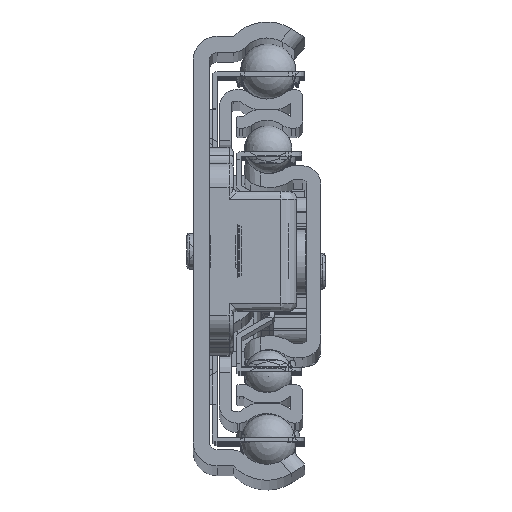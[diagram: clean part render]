
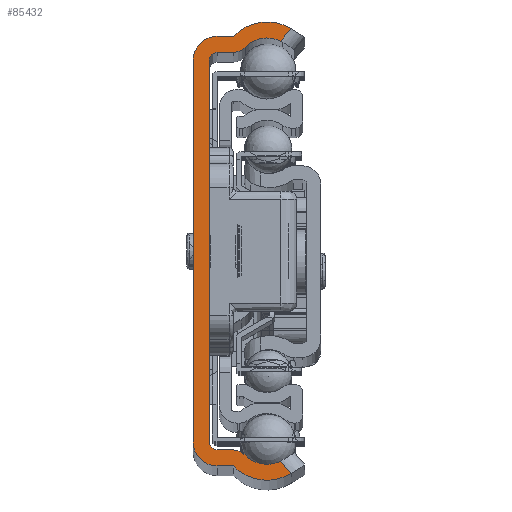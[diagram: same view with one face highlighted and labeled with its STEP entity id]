
A CAD part, top view. The second image highlights one B-rep face of the part: STEP entity #85432.
In plain terms, the highlighted planar face has unit normal (0, 0, 1).
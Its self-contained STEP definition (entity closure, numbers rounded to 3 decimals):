
#8836=LINE('',#147483,#15037);
#8858=LINE('',#147571,#15059);
#8866=LINE('',#147617,#15067);
#8877=LINE('',#147677,#15078);
#8881=LINE('',#147689,#15082);
#8885=LINE('',#147701,#15086);
#8890=LINE('',#147718,#15091);
#8894=LINE('',#147732,#15095);
#15037=VECTOR('',#104515,10.);
#15059=VECTOR('',#104603,10.);
#15067=VECTOR('',#104633,10.);
#15078=VECTOR('',#104680,10.);
#15082=VECTOR('',#104692,10.);
#15086=VECTOR('',#104704,10.);
#15091=VECTOR('',#104725,10.);
#15095=VECTOR('',#104743,10.);
#19271=PLANE('',#91200);
#22468=FACE_OUTER_BOUND('',#26887,.T.);
#26887=EDGE_LOOP('',(#65543,#65544,#65545,#65546,#65547,#65548,#65549,#65550,
#65551,#65552,#65553,#65554,#65555,#65556,#65557,#65558,#65559,#65560));
#30666=CIRCLE('',#91152,5.8);
#30668=CIRCLE('',#91161,3.8);
#30669=CIRCLE('',#91171,3.8);
#30671=CIRCLE('',#91174,2.);
#30673=CIRCLE('',#91178,1.);
#30675=CIRCLE('',#91182,1.);
#30677=CIRCLE('',#91186,2.);
#30679=CIRCLE('',#91190,5.8);
#30681=CIRCLE('',#91194,3.);
#30683=CIRCLE('',#91197,3.);
#36198=VERTEX_POINT('',#147481);
#36199=VERTEX_POINT('',#147482);
#36227=VERTEX_POINT('',#147565);
#36228=VERTEX_POINT('',#147570);
#36235=VERTEX_POINT('',#147592);
#36242=VERTEX_POINT('',#147611);
#36243=VERTEX_POINT('',#147616);
#36247=VERTEX_POINT('',#147632);
#36254=VERTEX_POINT('',#147664);
#36256=VERTEX_POINT('',#147670);
#36258=VERTEX_POINT('',#147676);
#36260=VERTEX_POINT('',#147682);
#36262=VERTEX_POINT('',#147688);
#36264=VERTEX_POINT('',#147694);
#36266=VERTEX_POINT('',#147700);
#36268=VERTEX_POINT('',#147711);
#36270=VERTEX_POINT('',#147717);
#36272=VERTEX_POINT('',#147726);
#46746=EDGE_CURVE('',#36198,#36199,#8836,.T.);
#46789=EDGE_CURVE('',#36227,#36228,#8858,.T.);
#46798=EDGE_CURVE('',#36235,#36227,#30666,.T.);
#46807=EDGE_CURVE('',#36242,#36243,#8866,.T.);
#46813=EDGE_CURVE('',#36247,#36242,#30668,.T.);
#46825=EDGE_CURVE('',#36228,#36254,#30669,.T.);
#46828=EDGE_CURVE('',#36254,#36256,#30671,.T.);
#46831=EDGE_CURVE('',#36256,#36258,#8877,.T.);
#46834=EDGE_CURVE('',#36258,#36260,#30673,.T.);
#46837=EDGE_CURVE('',#36260,#36262,#8881,.T.);
#46840=EDGE_CURVE('',#36262,#36264,#30675,.T.);
#46843=EDGE_CURVE('',#36264,#36266,#8885,.T.);
#46846=EDGE_CURVE('',#36266,#36247,#30677,.T.);
#46849=EDGE_CURVE('',#36243,#36268,#30679,.T.);
#46852=EDGE_CURVE('',#36268,#36270,#8890,.T.);
#46855=EDGE_CURVE('',#36270,#36198,#30681,.T.);
#46857=EDGE_CURVE('',#36199,#36272,#30683,.T.);
#46860=EDGE_CURVE('',#36272,#36235,#8894,.T.);
#65543=ORIENTED_EDGE('',*,*,#46789,.F.);
#65544=ORIENTED_EDGE('',*,*,#46798,.F.);
#65545=ORIENTED_EDGE('',*,*,#46860,.F.);
#65546=ORIENTED_EDGE('',*,*,#46857,.F.);
#65547=ORIENTED_EDGE('',*,*,#46746,.F.);
#65548=ORIENTED_EDGE('',*,*,#46855,.F.);
#65549=ORIENTED_EDGE('',*,*,#46852,.F.);
#65550=ORIENTED_EDGE('',*,*,#46849,.F.);
#65551=ORIENTED_EDGE('',*,*,#46807,.F.);
#65552=ORIENTED_EDGE('',*,*,#46813,.F.);
#65553=ORIENTED_EDGE('',*,*,#46846,.F.);
#65554=ORIENTED_EDGE('',*,*,#46843,.F.);
#65555=ORIENTED_EDGE('',*,*,#46840,.F.);
#65556=ORIENTED_EDGE('',*,*,#46837,.F.);
#65557=ORIENTED_EDGE('',*,*,#46834,.F.);
#65558=ORIENTED_EDGE('',*,*,#46831,.F.);
#65559=ORIENTED_EDGE('',*,*,#46828,.F.);
#65560=ORIENTED_EDGE('',*,*,#46825,.F.);
#85432=ADVANCED_FACE('',(#22468),#19271,.T.);
#91152=AXIS2_PLACEMENT_3D('',#147594,#104615,#104616);
#91161=AXIS2_PLACEMENT_3D('',#147634,#104640,#104641);
#91171=AXIS2_PLACEMENT_3D('',#147665,#104666,#104667);
#91174=AXIS2_PLACEMENT_3D('',#147671,#104673,#104674);
#91178=AXIS2_PLACEMENT_3D('',#147683,#104685,#104686);
#91182=AXIS2_PLACEMENT_3D('',#147695,#104697,#104698);
#91186=AXIS2_PLACEMENT_3D('',#147706,#104709,#104710);
#91190=AXIS2_PLACEMENT_3D('',#147712,#104718,#104719);
#91194=AXIS2_PLACEMENT_3D('',#147723,#104730,#104731);
#91197=AXIS2_PLACEMENT_3D('',#147727,#104736,#104737);
#91200=AXIS2_PLACEMENT_3D('',#147734,#104745,#104746);
#104515=DIRECTION('',(0.,1.,0.));
#104603=DIRECTION('',(-0.653,-0.757,0.));
#104615=DIRECTION('center_axis',(0.,0.,-1.));
#104616=DIRECTION('ref_axis',(-0.525,-0.851,0.));
#104633=DIRECTION('',(0.653,-0.757,0.));
#104640=DIRECTION('center_axis',(0.,0.,1.));
#104641=DIRECTION('ref_axis',(-0.724,-0.69,0.));
#104666=DIRECTION('center_axis',(0.,0.,1.));
#104667=DIRECTION('ref_axis',(0.525,0.851,0.));
#104673=DIRECTION('center_axis',(0.,0.,-1.));
#104674=DIRECTION('ref_axis',(0.,1.,0.));
#104680=DIRECTION('',(-1.,0.,0.));
#104685=DIRECTION('center_axis',(0.,0.,1.));
#104686=DIRECTION('ref_axis',(0.,1.,0.));
#104692=DIRECTION('',(0.,-1.,0.));
#104697=DIRECTION('center_axis',(0.,0.,1.));
#104698=DIRECTION('ref_axis',(-1.,0.,0.));
#104704=DIRECTION('',(1.,0.,0.));
#104709=DIRECTION('center_axis',(0.,0.,-1.));
#104710=DIRECTION('ref_axis',(-0.724,-0.69,0.));
#104718=DIRECTION('center_axis',(0.,0.,-1.));
#104719=DIRECTION('ref_axis',(0.724,0.69,0.));
#104725=DIRECTION('',(-1.,0.,0.));
#104730=DIRECTION('center_axis',(0.,0.,-1.));
#104731=DIRECTION('ref_axis',(1.,0.,0.));
#104736=DIRECTION('center_axis',(0.,0.,-1.));
#104737=DIRECTION('ref_axis',(0.,-1.,0.));
#104743=DIRECTION('',(1.,0.,0.));
#104745=DIRECTION('center_axis',(0.,0.,1.));
#104746=DIRECTION('ref_axis',(1.,0.,0.));
#147481=CARTESIAN_POINT('',(-9.25,-23.9,700.));
#147482=CARTESIAN_POINT('',(-9.25,23.9,700.));
#147483=CARTESIAN_POINT('',(-9.25,-23.9,700.));
#147565=CARTESIAN_POINT('',(3.027,27.848,700.));
#147570=CARTESIAN_POINT('',(1.693,26.302,700.));
#147571=CARTESIAN_POINT('',(-5.642,17.798,700.));
#147592=CARTESIAN_POINT('',(-4.2,26.9,700.));
#147594=CARTESIAN_POINT('Origin',(0.,22.9,
700.));
#147611=CARTESIAN_POINT('',(1.693,-26.302,700.));
#147616=CARTESIAN_POINT('',(3.027,-27.848,700.));
#147617=CARTESIAN_POINT('',(-6.304,-17.031,700.));
#147632=CARTESIAN_POINT('',(-2.752,-25.521,700.));
#147634=CARTESIAN_POINT('Origin',(0.,-22.9,
700.));
#147664=CARTESIAN_POINT('',(-2.752,25.521,700.));
#147665=CARTESIAN_POINT('Origin',(0.,22.9,
700.));
#147670=CARTESIAN_POINT('',(-4.2,24.9,700.));
#147671=CARTESIAN_POINT('Origin',(-4.2,26.9,700.));
#147676=CARTESIAN_POINT('',(-6.25,24.9,700.));
#147677=CARTESIAN_POINT('',(-4.2,24.9,700.));
#147682=CARTESIAN_POINT('',(-7.25,23.9,700.));
#147683=CARTESIAN_POINT('Origin',(-6.25,23.9,700.));
#147688=CARTESIAN_POINT('',(-7.25,-23.9,700.));
#147689=CARTESIAN_POINT('',(-7.25,23.9,700.));
#147694=CARTESIAN_POINT('',(-6.25,-24.9,700.));
#147695=CARTESIAN_POINT('Origin',(-6.25,-23.9,700.));
#147700=CARTESIAN_POINT('',(-4.2,-24.9,700.));
#147701=CARTESIAN_POINT('',(-6.25,-24.9,700.));
#147706=CARTESIAN_POINT('Origin',(-4.2,-26.9,700.));
#147711=CARTESIAN_POINT('',(-4.2,-26.9,700.));
#147712=CARTESIAN_POINT('Origin',(0.,-22.9,
700.));
#147717=CARTESIAN_POINT('',(-6.25,-26.9,700.));
#147718=CARTESIAN_POINT('',(-4.2,-26.9,700.));
#147723=CARTESIAN_POINT('Origin',(-6.25,-23.9,700.));
#147726=CARTESIAN_POINT('',(-6.25,26.9,700.));
#147727=CARTESIAN_POINT('Origin',(-6.25,23.9,700.));
#147732=CARTESIAN_POINT('',(-6.25,26.9,700.));
#147734=CARTESIAN_POINT('Origin',(-5.819,0.,
700.));
